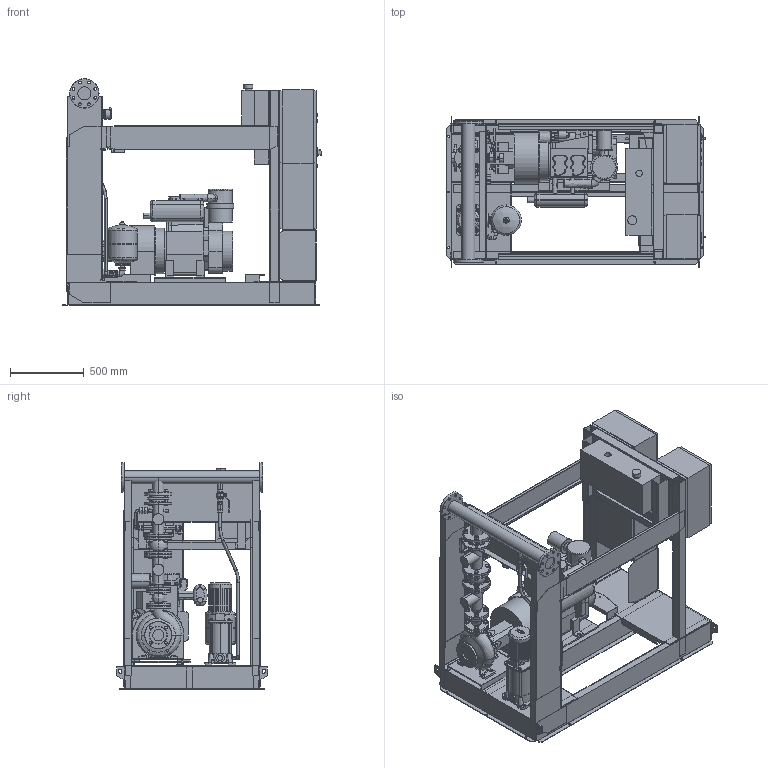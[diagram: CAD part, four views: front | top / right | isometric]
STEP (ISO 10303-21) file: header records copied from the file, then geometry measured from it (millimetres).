
FILE_DESCRIPTION((''),'2;1');
FILE_NAME('3d_Sifire-EN-50_200-204-17.7_1.1DJ-4183881.stp','2015-05-26T10:09:34',(''),(''),'Mechanical Desktop 2009','Mechanical Desktop 2009',', , ');
FILE_SCHEMA(('CONFIG_CONTROL_DESIGN'));
Length unit declared in the file: millimetre
Products named in the file (1): Product
Bounding box: 1754.5 x 1026 x 1540 mm (x, y, z)
Volume: 309922285.2 mm3; surface area: 24894800.5 mm2
Topology: 159 solids, 159 shells, 4034 faces, 9806 edges, 6238 vertices
Faces by surface type: bspline 1560, plane 1390, cylinder 662, cone 310, torus 88, sphere 24
Entity records: 133557 total; most frequent: CARTESIAN_POINT 44500, ORIENTED_EDGE 19556, DIRECTION 16559, EDGE_CURVE 9778, VERTEX_POINT 6235, VECTOR 5753, LINE 5753, AXIS2_PLACEMENT_3D 5403
